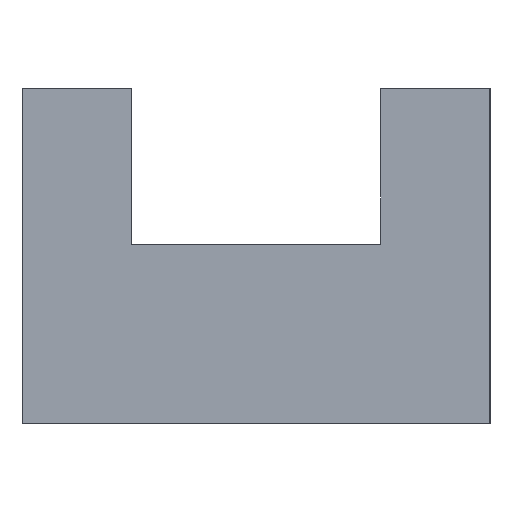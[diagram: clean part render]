
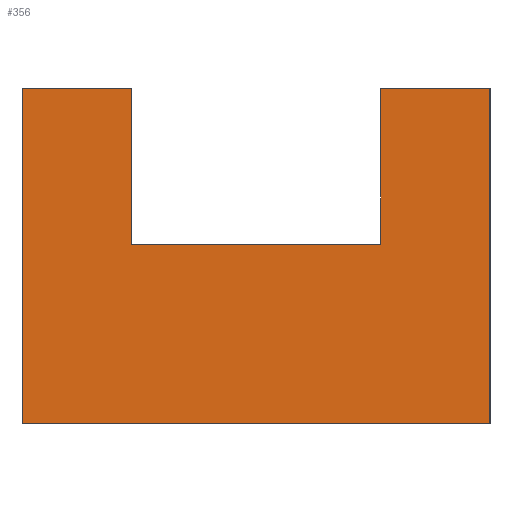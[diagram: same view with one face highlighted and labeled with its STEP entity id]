
A CAD part, left-side view. The second image highlights one B-rep face of the part: STEP entity #356.
In plain terms, the highlighted planar face has unit normal (-1, 0, 0).
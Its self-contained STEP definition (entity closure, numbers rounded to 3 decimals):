
#26 = ORIENTED_EDGE ( 'NONE', *, *, #812, .T. ) ;
#95 = VERTEX_POINT ( 'NONE', #107 ) ;
#107 = CARTESIAN_POINT ( 'NONE',  ( 0., 60., -43. ) ) ;
#120 = VECTOR ( 'NONE', #827, 1000. ) ;
#182 = DIRECTION ( 'NONE',  ( 0., 0., 1. ) ) ;
#184 = VERTEX_POINT ( 'NONE', #1452 ) ;
#187 = CARTESIAN_POINT ( 'NONE',  ( 0., 14., 0. ) ) ;
#197 = CARTESIAN_POINT ( 'NONE',  ( 0., 60., -43. ) ) ;
#202 = DIRECTION ( 'NONE',  ( 0., -1., 0. ) ) ;
#211 = CARTESIAN_POINT ( 'NONE',  ( 0., 60., 0. ) ) ;
#248 = CARTESIAN_POINT ( 'NONE',  ( 0., 46., -20. ) ) ;
#253 = ORIENTED_EDGE ( 'NONE', *, *, #777, .F. ) ;
#286 = CARTESIAN_POINT ( 'NONE',  ( 0., 0., 0. ) ) ;
#306 = ORIENTED_EDGE ( 'NONE', *, *, #556, .T. ) ;
#321 = ORIENTED_EDGE ( 'NONE', *, *, #1111, .F. ) ;
#337 = LINE ( 'NONE', #211, #1249 ) ;
#356 = ADVANCED_FACE ( 'NONE', ( #510 ), #854, .F. ) ;
#381 = DIRECTION ( 'NONE',  ( 0., 0., -1. ) ) ;
#510 = FACE_OUTER_BOUND ( 'NONE', #1418, .T. ) ;
#516 = VECTOR ( 'NONE', #762, 1000. ) ;
#528 = EDGE_CURVE ( 'NONE', #1356, #722, #1194, .T. ) ;
#530 = VERTEX_POINT ( 'NONE', #248 ) ;
#556 = EDGE_CURVE ( 'NONE', #184, #979, #1156, .T. ) ;
#605 = CARTESIAN_POINT ( 'NONE',  ( 0., 0., 0. ) ) ;
#643 = LINE ( 'NONE', #197, #992 ) ;
#721 = DIRECTION ( 'NONE',  ( 0., 0., 1. ) ) ;
#722 = VERTEX_POINT ( 'NONE', #187 ) ;
#762 = DIRECTION ( 'NONE',  ( 0., 0., 1. ) ) ;
#777 = EDGE_CURVE ( 'NONE', #1119, #1034, #337, .T. ) ;
#786 = CARTESIAN_POINT ( 'NONE',  ( 0., 46., -20. ) ) ;
#795 = LINE ( 'NONE', #1373, #828 ) ;
#808 = EDGE_CURVE ( 'NONE', #95, #184, #643, .T. ) ;
#812 = EDGE_CURVE ( 'NONE', #530, #1034, #1450, .T. ) ;
#824 = CARTESIAN_POINT ( 'NONE',  ( 0., 46., 0. ) ) ;
#827 = DIRECTION ( 'NONE',  ( 0., 0., 1. ) ) ;
#828 = VECTOR ( 'NONE', #721, 1000. ) ;
#854 = PLANE ( 'NONE',  #1223 ) ;
#900 = EDGE_CURVE ( 'NONE', #722, #979, #1251, .T. ) ;
#906 = ORIENTED_EDGE ( 'NONE', *, *, #528, .F. ) ;
#979 = VERTEX_POINT ( 'NONE', #605 ) ;
#992 = VECTOR ( 'NONE', #1413, 1000. ) ;
#1008 = CARTESIAN_POINT ( 'NONE',  ( 0., 14., -20. ) ) ;
#1013 = LINE ( 'NONE', #786, #1159 ) ;
#1034 = VERTEX_POINT ( 'NONE', #824 ) ;
#1044 = DIRECTION ( 'NONE',  ( 0., -1., 0. ) ) ;
#1065 = DIRECTION ( 'NONE',  ( 1., 0., 0. ) ) ;
#1104 = CARTESIAN_POINT ( 'NONE',  ( 0., 46., -20. ) ) ;
#1111 = EDGE_CURVE ( 'NONE', #95, #1119, #795, .T. ) ;
#1119 = VERTEX_POINT ( 'NONE', #1381 ) ;
#1156 = LINE ( 'NONE', #286, #1397 ) ;
#1159 = VECTOR ( 'NONE', #1205, 1000. ) ;
#1163 = ORIENTED_EDGE ( 'NONE', *, *, #900, .F. ) ;
#1194 = LINE ( 'NONE', #1370, #120 ) ;
#1205 = DIRECTION ( 'NONE',  ( 0., -1., 0. ) ) ;
#1223 = AXIS2_PLACEMENT_3D ( 'NONE', #1290, #1065, #381 ) ;
#1249 = VECTOR ( 'NONE', #202, 1000. ) ;
#1251 = LINE ( 'NONE', #1379, #1409 ) ;
#1255 = ORIENTED_EDGE ( 'NONE', *, *, #808, .T. ) ;
#1290 = CARTESIAN_POINT ( 'NONE',  ( 0., 60., 0. ) ) ;
#1356 = VERTEX_POINT ( 'NONE', #1008 ) ;
#1370 = CARTESIAN_POINT ( 'NONE',  ( 0., 14., -20. ) ) ;
#1373 = CARTESIAN_POINT ( 'NONE',  ( 0., 60., 0. ) ) ;
#1379 = CARTESIAN_POINT ( 'NONE',  ( 0., 60., 0. ) ) ;
#1381 = CARTESIAN_POINT ( 'NONE',  ( 0., 60., 0. ) ) ;
#1389 = ORIENTED_EDGE ( 'NONE', *, *, #1405, .F. ) ;
#1397 = VECTOR ( 'NONE', #182, 1000. ) ;
#1405 = EDGE_CURVE ( 'NONE', #530, #1356, #1013, .T. ) ;
#1409 = VECTOR ( 'NONE', #1044, 1000. ) ;
#1413 = DIRECTION ( 'NONE',  ( 0., -1., 0. ) ) ;
#1418 = EDGE_LOOP ( 'NONE', ( #1389, #26, #253, #321, #1255, #306, #1163, #906 ) ) ;
#1450 = LINE ( 'NONE', #1104, #516 ) ;
#1452 = CARTESIAN_POINT ( 'NONE',  ( 0., 0., -43. ) ) ;
